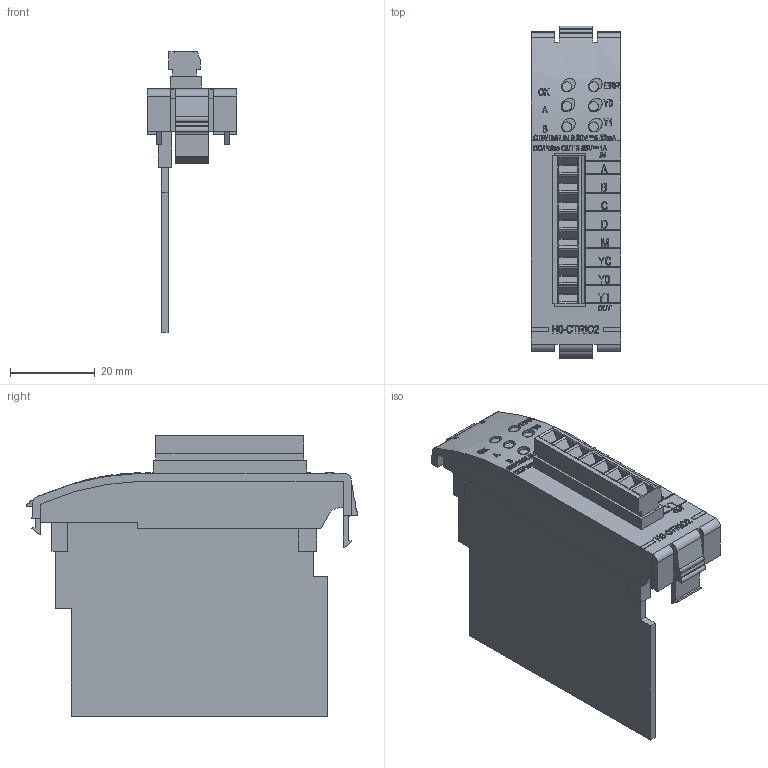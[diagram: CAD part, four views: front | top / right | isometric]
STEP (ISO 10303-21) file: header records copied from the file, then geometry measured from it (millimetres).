
FILE_DESCRIPTION (( 'STEP AP214' ), '1' );
FILE_NAME ('H0-CTRIO2.STEP', '2019-05-08T17:44:13', ( '' ), ( '' ), 'SwSTEP 2.0', 'SolidWorks 2017', '' );
FILE_SCHEMA (( 'AUTOMOTIVE_DESIGN' ));
Length unit declared in the file: inch
Products named in the file (1): H0-CTRIO2
Bounding box: 20.98 x 78.23 x 66.09 mm (x, y, z)
Volume: 12425.5 mm3; surface area: 15061.2 mm2
Topology: 2 solids, 2 shells, 1291 faces, 3473 edges, 2300 vertices
Faces by surface type: plane 834, bspline 369, cylinder 88
Entity records: 71052 total; most frequent: CARTESIAN_POINT 28445, ORIENTED_EDGE 6946, DIRECTION 4668, EDGE_CURVE 3473, VECTOR 2430, LINE 2430, VERTEX_POINT 2300, EDGE_LOOP 1405
